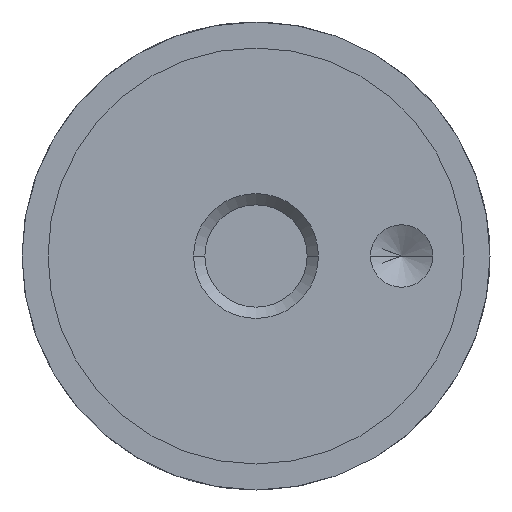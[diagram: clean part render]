
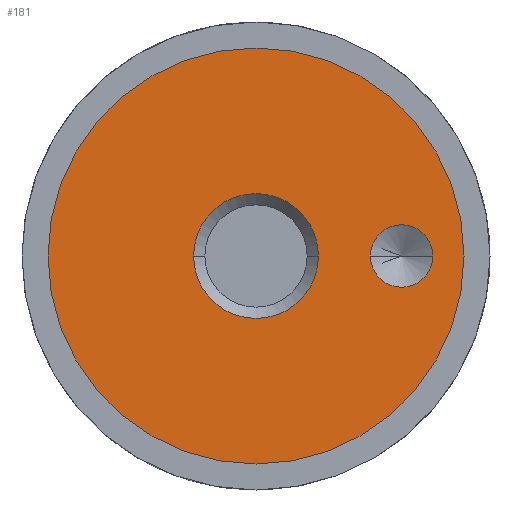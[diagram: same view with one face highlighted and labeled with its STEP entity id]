
A CAD part, front view. The second image highlights one B-rep face of the part: STEP entity #181.
In plain terms, the highlighted planar face has unit normal (0, -1, 0).
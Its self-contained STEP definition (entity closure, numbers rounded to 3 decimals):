
#181=ADVANCED_FACE('',(#390,#391,#392),#393,.T.);
#390=FACE_BOUND('',#652,.T.);
#391=FACE_BOUND('',#653,.T.);
#392=FACE_OUTER_BOUND('',#654,.T.);
#393=PLANE('',#655);
#652=EDGE_LOOP('',(#1034,#1035));
#653=EDGE_LOOP('',(#1036,#1037));
#654=EDGE_LOOP('',(#1038,#1039));
#655=AXIS2_PLACEMENT_3D('',#1040,#1041,#1042);
#1034=ORIENTED_EDGE('',*,*,#1459,.T.);
#1035=ORIENTED_EDGE('',*,*,#1512,.T.);
#1036=ORIENTED_EDGE('',*,*,#1518,.T.);
#1037=ORIENTED_EDGE('',*,*,#1450,.T.);
#1038=ORIENTED_EDGE('',*,*,#1439,.F.);
#1039=ORIENTED_EDGE('',*,*,#1522,.F.);
#1040=CARTESIAN_POINT('',(5.0,0.0,0.0));
#1041=DIRECTION('',(-0.0,-1.0,-0.0));
#1042=DIRECTION('',(-1.0,0.0,0.0));
#1439=EDGE_CURVE('',#1677,#1680,#1681,.T.);
#1450=EDGE_CURVE('',#1693,#1696,#1698,.T.);
#1459=EDGE_CURVE('',#1709,#1711,#1713,.T.);
#1512=EDGE_CURVE('',#1711,#1709,#1790,.T.);
#1518=EDGE_CURVE('',#1696,#1693,#1796,.T.);
#1522=EDGE_CURVE('',#1680,#1677,#1800,.T.);
#1677=VERTEX_POINT('',#2016);
#1680=VERTEX_POINT('',#2020);
#1681=CIRCLE('',#2021,10.0);
#1693=VERTEX_POINT('',#2036);
#1696=VERTEX_POINT('',#2040);
#1698=CIRCLE('',#2043,1.5);
#1709=VERTEX_POINT('',#2056);
#1711=VERTEX_POINT('',#2059);
#1713=CIRCLE('',#2062,3.0);
#1790=CIRCLE('',#2333,3.0);
#1796=CIRCLE('',#2339,1.5);
#1800=CIRCLE('',#2343,10.0);
#2016=CARTESIAN_POINT('',(10.0,0.0,0.0));
#2020=CARTESIAN_POINT('',(-10.0,0.0,0.));
#2021=AXIS2_PLACEMENT_3D('',#2991,#2992,#2993);
#2036=CARTESIAN_POINT('',(5.5,0.0,0.));
#2040=CARTESIAN_POINT('',(8.5,0.,0.));
#2043=AXIS2_PLACEMENT_3D('',#3008,#3009,#3010);
#2056=CARTESIAN_POINT('',(-3.0,0.,0.0));
#2059=CARTESIAN_POINT('',(3.0,0.,0.));
#2062=AXIS2_PLACEMENT_3D('',#3021,#3022,#3023);
#2333=AXIS2_PLACEMENT_3D('',#3068,#3069,#3070);
#2339=AXIS2_PLACEMENT_3D('',#3077,#3078,#3079);
#2343=AXIS2_PLACEMENT_3D('',#3083,#3084,#3085);
#2991=CARTESIAN_POINT('',(0.0,0.0,0.0));
#2992=DIRECTION('',(-0.0,1.0,0.0));
#2993=DIRECTION('',(1.0,0.0,0.0));
#3008=CARTESIAN_POINT('',(7.0,0.0,0.0));
#3009=DIRECTION('',(0.0,1.0,0.0));
#3010=DIRECTION('',(-1.0,0.0,0.0));
#3021=CARTESIAN_POINT('',(0.,0.,0.0));
#3022=DIRECTION('',(0.0,1.0,0.0));
#3023=DIRECTION('',(-1.0,0.0,0.0));
#3068=CARTESIAN_POINT('',(0.,0.,0.0));
#3069=DIRECTION('',(0.0,1.0,0.0));
#3070=DIRECTION('',(-1.0,0.0,0.0));
#3077=CARTESIAN_POINT('',(7.0,0.0,0.0));
#3078=DIRECTION('',(0.0,1.0,0.0));
#3079=DIRECTION('',(-1.0,0.0,0.0));
#3083=CARTESIAN_POINT('',(0.0,0.0,0.0));
#3084=DIRECTION('',(-0.0,1.0,0.0));
#3085=DIRECTION('',(1.0,0.0,0.0));
